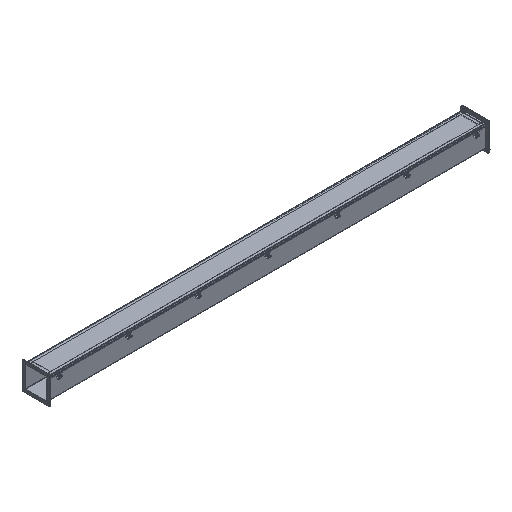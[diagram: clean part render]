
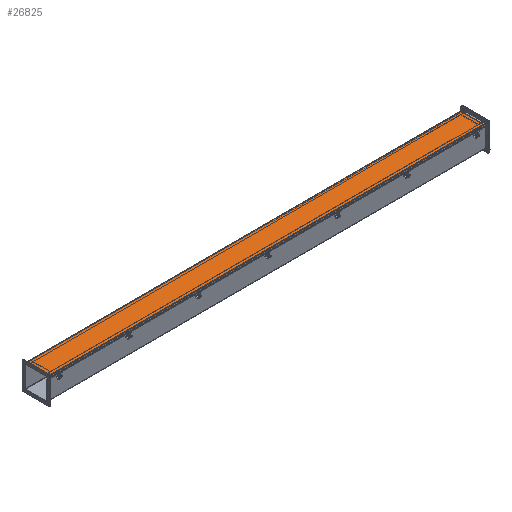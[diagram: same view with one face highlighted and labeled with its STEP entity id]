
A CAD part, isometric view. The second image highlights one B-rep face of the part: STEP entity #26825.
In plain terms, the highlighted planar face has unit normal (0, 0, 1).
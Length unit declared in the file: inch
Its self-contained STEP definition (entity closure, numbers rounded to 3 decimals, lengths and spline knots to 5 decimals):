
#70 = DIRECTION ( 'NONE',  ( 0., 1., 0. ) ) ;
#2434 = CARTESIAN_POINT ( 'NONE',  ( 59.234, 3.07957, 6.172 ) ) ;
#3345 = EDGE_CURVE ( 'NONE', #34730, #39332, #34472, .T. ) ;
#3661 = EDGE_CURVE ( 'NONE', #19728, #34730, #22246, .T. ) ;
#5946 = LINE ( 'NONE', #8980, #8570 ) ;
#6582 = DIRECTION ( 'NONE',  ( 1., 0., 0. ) ) ;
#7244 = CARTESIAN_POINT ( 'NONE',  ( -59.234, -3.07943, 6.172 ) ) ;
#8517 = EDGE_CURVE ( 'NONE', #19728, #37869, #5946, .T. ) ;
#8570 = VECTOR ( 'NONE', #70, 39.37008 ) ;
#8980 = CARTESIAN_POINT ( 'NONE',  ( -59.234, -3.18743, 6.172 ) ) ;
#12580 = ORIENTED_EDGE ( 'NONE', *, *, #3661, .T. ) ;
#12678 = PLANE ( 'NONE',  #21493 ) ;
#13281 = CARTESIAN_POINT ( 'NONE',  ( -59.234, -3.18743, 6.172 ) ) ;
#15264 = CARTESIAN_POINT ( 'NONE',  ( 59.234, -3.07943, 6.172 ) ) ;
#16347 = EDGE_LOOP ( 'NONE', ( #21579, #12580, #26442, #38165 ) ) ;
#17129 = CARTESIAN_POINT ( 'NONE',  ( -59.234, -3.07943, 6.172 ) ) ;
#18838 = DIRECTION ( 'NONE',  ( 0., 1., 0. ) ) ;
#19584 = VECTOR ( 'NONE', #31783, 39.37008 ) ;
#19728 = VERTEX_POINT ( 'NONE', #17129 ) ;
#21493 = AXIS2_PLACEMENT_3D ( 'NONE', #13281, #31349, #25057 ) ;
#21579 = ORIENTED_EDGE ( 'NONE', *, *, #8517, .F. ) ;
#22246 = LINE ( 'NONE', #7244, #19584 ) ;
#25057 = DIRECTION ( 'NONE',  ( 1., 0., 0. ) ) ;
#26442 = ORIENTED_EDGE ( 'NONE', *, *, #3345, .T. ) ;
#26825 = ADVANCED_FACE ( 'NONE', ( #30934 ), #12678, .T. ) ;
#27888 = LINE ( 'NONE', #34363, #37473 ) ;
#30934 = FACE_OUTER_BOUND ( 'NONE', #16347, .T. ) ;
#31349 = DIRECTION ( 'NONE',  ( 0., 0., 1. ) ) ;
#31783 = DIRECTION ( 'NONE',  ( 1., 0., 0. ) ) ;
#32051 = CARTESIAN_POINT ( 'NONE',  ( -59.234, 3.07957, 6.172 ) ) ;
#32142 = EDGE_CURVE ( 'NONE', #37869, #39332, #27888, .T. ) ;
#34258 = CARTESIAN_POINT ( 'NONE',  ( 59.234, 3.18757, 6.172 ) ) ;
#34363 = CARTESIAN_POINT ( 'NONE',  ( -59.234, 3.07957, 6.172 ) ) ;
#34472 = LINE ( 'NONE', #34258, #36435 ) ;
#34730 = VERTEX_POINT ( 'NONE', #15264 ) ;
#36435 = VECTOR ( 'NONE', #18838, 39.37008 ) ;
#37473 = VECTOR ( 'NONE', #6582, 39.37008 ) ;
#37869 = VERTEX_POINT ( 'NONE', #32051 ) ;
#38165 = ORIENTED_EDGE ( 'NONE', *, *, #32142, .F. ) ;
#39332 = VERTEX_POINT ( 'NONE', #2434 ) ;
